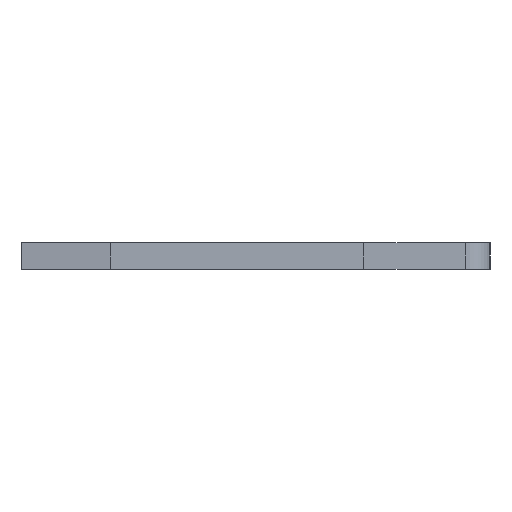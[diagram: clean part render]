
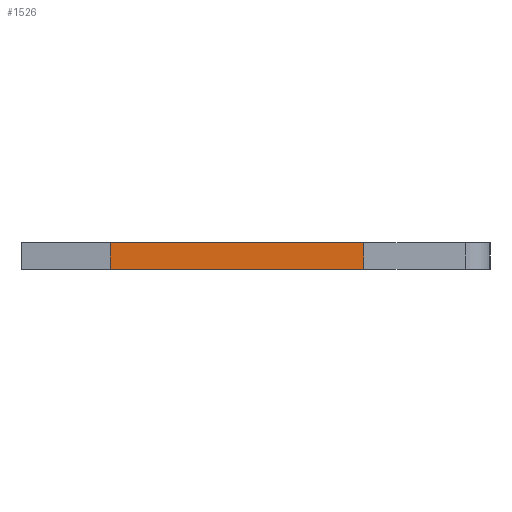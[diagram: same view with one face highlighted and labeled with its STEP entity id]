
A CAD part, left-side view. The second image highlights one B-rep face of the part: STEP entity #1526.
In plain terms, the highlighted face is planar.
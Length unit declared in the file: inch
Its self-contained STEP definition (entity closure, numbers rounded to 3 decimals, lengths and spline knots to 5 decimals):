
#12 = EDGE_CURVE ( 'NONE', #446, #189, #1437, .T. ) ;
#63 = VECTOR ( 'NONE', #1365, 39.37008 ) ;
#186 = CARTESIAN_POINT ( 'NONE',  ( 0.013, 0.146, -0.0575 ) ) ;
#189 = VERTEX_POINT ( 'NONE', #186 ) ;
#266 = DIRECTION ( 'NONE',  ( -1., 0., 0. ) ) ;
#290 = CARTESIAN_POINT ( 'NONE',  ( -0.013, 0.146, -0.0575 ) ) ;
#396 = PLANE ( 'NONE',  #733 ) ;
#425 = CARTESIAN_POINT ( 'NONE',  ( 0.013, -0.099, -0.0575 ) ) ;
#446 = VERTEX_POINT ( 'NONE', #1041 ) ;
#494 = EDGE_LOOP ( 'NONE', ( #626, #903, #1144, #828 ) ) ;
#580 = LINE ( 'NONE', #425, #1261 ) ;
#587 = VERTEX_POINT ( 'NONE', #1323 ) ;
#626 = ORIENTED_EDGE ( 'NONE', *, *, #723, .T. ) ;
#641 = DIRECTION ( 'NONE',  ( 0., 0., 1. ) ) ;
#645 = VECTOR ( 'NONE', #953, 39.37008 ) ;
#723 = EDGE_CURVE ( 'NONE', #587, #1042, #1467, .T. ) ;
#733 = AXIS2_PLACEMENT_3D ( 'NONE', #1450, #641, #1584 ) ;
#795 = CARTESIAN_POINT ( 'NONE',  ( -0.013, 0.146, -0.0575 ) ) ;
#819 = FACE_OUTER_BOUND ( 'NONE', #494, .T. ) ;
#828 = ORIENTED_EDGE ( 'NONE', *, *, #984, .T. ) ;
#903 = ORIENTED_EDGE ( 'NONE', *, *, #1034, .F. ) ;
#953 = DIRECTION ( 'NONE',  ( -1., 0., 0. ) ) ;
#984 = EDGE_CURVE ( 'NONE', #446, #587, #580, .T. ) ;
#1034 = EDGE_CURVE ( 'NONE', #189, #1042, #1371, .T. ) ;
#1041 = CARTESIAN_POINT ( 'NONE',  ( 0.013, -0.099, -0.0575 ) ) ;
#1042 = VERTEX_POINT ( 'NONE', #290 ) ;
#1094 = CARTESIAN_POINT ( 'NONE',  ( 0.013, 0.146, -0.0575 ) ) ;
#1103 = VECTOR ( 'NONE', #1447, 39.37008 ) ;
#1144 = ORIENTED_EDGE ( 'NONE', *, *, #12, .F. ) ;
#1261 = VECTOR ( 'NONE', #266, 39.37008 ) ;
#1323 = CARTESIAN_POINT ( 'NONE',  ( -0.013, -0.099, -0.0575 ) ) ;
#1365 = DIRECTION ( 'NONE',  ( 0., 1., 0. ) ) ;
#1371 = LINE ( 'NONE', #1607, #645 ) ;
#1437 = LINE ( 'NONE', #1094, #63 ) ;
#1447 = DIRECTION ( 'NONE',  ( 0., 1., 0. ) ) ;
#1450 = CARTESIAN_POINT ( 'NONE',  ( 0.013, 0.146, -0.0575 ) ) ;
#1467 = LINE ( 'NONE', #795, #1103 ) ;
#1526 = ADVANCED_FACE ( 'NONE', ( #819 ), #396, .F. ) ;
#1584 = DIRECTION ( 'NONE',  ( 1., 0., 0. ) ) ;
#1607 = CARTESIAN_POINT ( 'NONE',  ( 0.013, 0.146, -0.0575 ) ) ;
